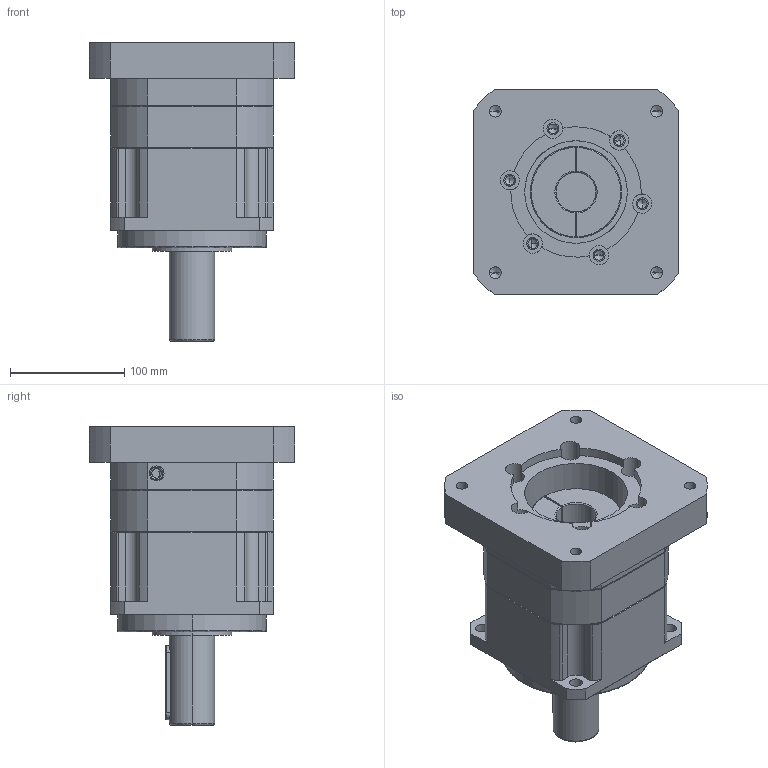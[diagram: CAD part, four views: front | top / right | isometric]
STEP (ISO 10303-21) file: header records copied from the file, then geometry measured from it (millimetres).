
FILE_DESCRIPTION (( 'STEP AP214' ), '1' );
FILE_NAME ('SB142-L1-35-114.3-200M12.STEP', '2021-12-18T05:50:56', ( 'admin' ), ( '' ), 'SwSTEP 2.0', 'SolidWorks 2013', '' );
FILE_SCHEMA (( 'AUTOMOTIVE_DESIGN' ));
Length unit declared in the file: millimetre
Products named in the file (4): 142_X2_8F9351656CD55170_X0_114.3-200M12; SB142_X2_58F34F537AEF_X0_-35; SB142_X2_8F9351FA7AEF_X0_; SB142-L1-35-114.3-200M12
Assembly tree (3 placements, depth 2):
  SB142-L1-35-114.3-200M12
    SB142_X2_8F9351FA7AEF_X0_
    SB142_X2_58F34F537AEF_X0_-35
    142_X2_8F9351656CD55170_X0_114.3-200M12
Bounding box: 180 x 180 x 262 mm (x, y, z)
Volume: 3865663.7 mm3; surface area: 373779.9 mm2
Topology: 4 solids, 4 shells, 437 faces, 1119 edges, 696 vertices
Faces by surface type: cylinder 185, plane 149, cone 92, bspline 11
Entity records: 19454 total; most frequent: CARTESIAN_POINT 3861, DIRECTION 2299, ORIENTED_EDGE 2178, EDGE_CURVE 1089, AXIS2_PLACEMENT_3D 902, VERTEX_POINT 696, EDGE_LOOP 515, VECTOR 495
